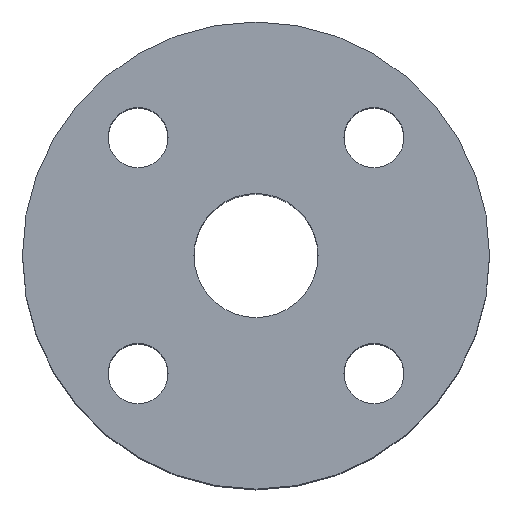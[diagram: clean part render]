
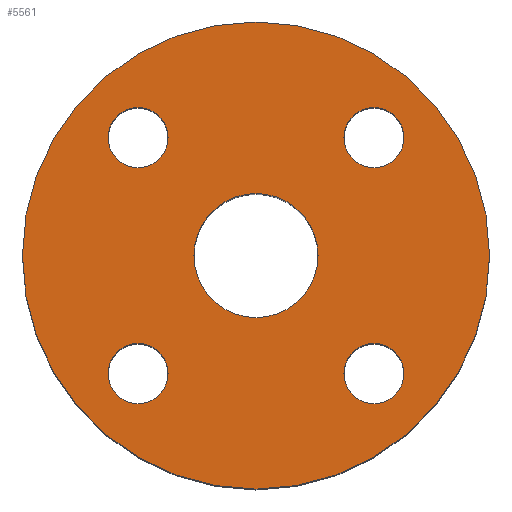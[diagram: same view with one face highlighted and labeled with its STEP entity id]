
A CAD part, top view. The second image highlights one B-rep face of the part: STEP entity #5561.
In plain terms, the highlighted planar face has unit normal (0, 0, 1).
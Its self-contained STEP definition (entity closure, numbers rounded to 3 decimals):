
#103 = DIRECTION ( 'NONE',  ( 0., 1., 0. ) ) ;
#300 = EDGE_CURVE ( 'NONE', #23642, #10040, #19915, .T. ) ;
#375 = CARTESIAN_POINT ( 'NONE',  ( -35.355, 35.355, 0. ) ) ;
#584 = DIRECTION ( 'NONE',  ( 0., 0., -1. ) ) ;
#895 = DIRECTION ( 'NONE',  ( 1., 0., 0. ) ) ;
#903 = AXIS2_PLACEMENT_3D ( 'NONE', #29530, #26970, #13248 ) ;
#1019 = EDGE_CURVE ( 'NONE', #10040, #23642, #9375, .T. ) ;
#1046 = DIRECTION ( 'NONE',  ( 1., 0., 0. ) ) ;
#1095 = ORIENTED_EDGE ( 'NONE', *, *, #8878, .F. ) ;
#1158 = CARTESIAN_POINT ( 'NONE',  ( -35.355, -35.355, 0. ) ) ;
#1265 = EDGE_CURVE ( 'NONE', #28666, #14060, #8428, .T. ) ;
#1443 = EDGE_CURVE ( 'NONE', #26906, #2641, #23372, .T. ) ;
#2181 = DIRECTION ( 'NONE',  ( 0., 0., 1. ) ) ;
#2297 = EDGE_CURVE ( 'NONE', #19015, #6960, #6536, .T. ) ;
#2490 = EDGE_LOOP ( 'NONE', ( #23160, #8174 ) ) ;
#2641 = VERTEX_POINT ( 'NONE', #12132 ) ;
#2831 = CARTESIAN_POINT ( 'NONE',  ( 0., 0., 0. ) ) ;
#3254 = ORIENTED_EDGE ( 'NONE', *, *, #18043, .F. ) ;
#3566 = CARTESIAN_POINT ( 'NONE',  ( 0., 0., 0. ) ) ;
#4087 = DIRECTION ( 'NONE',  ( 0., 0., 1. ) ) ;
#4464 = CARTESIAN_POINT ( 'NONE',  ( -44.355, 35.355, 0. ) ) ;
#4777 = ORIENTED_EDGE ( 'NONE', *, *, #23185, .F. ) ;
#4835 = ORIENTED_EDGE ( 'NONE', *, *, #300, .T. ) ;
#5209 = AXIS2_PLACEMENT_3D ( 'NONE', #18955, #18491, #103 ) ;
#5561 = ADVANCED_FACE ( 'NONE', ( #14297, #23484, #25899, #7510, #20777, #9779 ), #27874, .F. ) ;
#5707 = DIRECTION ( 'NONE',  ( 0., 0., 1. ) ) ;
#5712 = CIRCLE ( 'NONE', #13421, 9. ) ;
#6203 = ORIENTED_EDGE ( 'NONE', *, *, #27334, .F. ) ;
#6536 = CIRCLE ( 'NONE', #28236, 9. ) ;
#6957 = CIRCLE ( 'NONE', #19993, 9. ) ;
#6960 = VERTEX_POINT ( 'NONE', #11450 ) ;
#7510 = FACE_BOUND ( 'NONE', #20935, .T. ) ;
#7544 = CIRCLE ( 'NONE', #19579, 18.6 ) ;
#7614 = CARTESIAN_POINT ( 'NONE',  ( 18.6, 0., 0. ) ) ;
#7724 = DIRECTION ( 'NONE',  ( 1., 0., 0. ) ) ;
#7867 = DIRECTION ( 'NONE',  ( 0., 0., 1. ) ) ;
#8174 = ORIENTED_EDGE ( 'NONE', *, *, #27234, .F. ) ;
#8428 = CIRCLE ( 'NONE', #27196, 9. ) ;
#8878 = EDGE_CURVE ( 'NONE', #6960, #19015, #6957, .T. ) ;
#9066 = CIRCLE ( 'NONE', #5209, 9. ) ;
#9127 = CARTESIAN_POINT ( 'NONE',  ( 35.355, 35.355, 0. ) ) ;
#9178 = VERTEX_POINT ( 'NONE', #24480 ) ;
#9315 = DIRECTION ( 'NONE',  ( -1., 0., 0. ) ) ;
#9375 = CIRCLE ( 'NONE', #17580, 70. ) ;
#9575 = DIRECTION ( 'NONE',  ( 0., 1., 0. ) ) ;
#9779 = FACE_OUTER_BOUND ( 'NONE', #29538, .T. ) ;
#10040 = VERTEX_POINT ( 'NONE', #19370 ) ;
#10051 = CIRCLE ( 'NONE', #23012, 9. ) ;
#10506 = AXIS2_PLACEMENT_3D ( 'NONE', #16788, #7867, #7724 ) ;
#10557 = CARTESIAN_POINT ( 'NONE',  ( 35.355, 35.355, 0. ) ) ;
#10776 = AXIS2_PLACEMENT_3D ( 'NONE', #28346, #26205, #895 ) ;
#10785 = CARTESIAN_POINT ( 'NONE',  ( 44.355, 35.355, 0. ) ) ;
#10884 = DIRECTION ( 'NONE',  ( 0., -1., 0. ) ) ;
#11367 = AXIS2_PLACEMENT_3D ( 'NONE', #13143, #4087, #10884 ) ;
#11450 = CARTESIAN_POINT ( 'NONE',  ( -44.355, -35.355, 0. ) ) ;
#11823 = CARTESIAN_POINT ( 'NONE',  ( 26.355, 35.355, 0. ) ) ;
#12032 = DIRECTION ( 'NONE',  ( 0., 0., 1. ) ) ;
#12048 = CARTESIAN_POINT ( 'NONE',  ( 0., 18.6, 0. ) ) ;
#12132 = CARTESIAN_POINT ( 'NONE',  ( 26.355, -35.355, 0. ) ) ;
#12506 = CARTESIAN_POINT ( 'NONE',  ( -35.355, -35.355, 0. ) ) ;
#12745 = VERTEX_POINT ( 'NONE', #16105 ) ;
#12949 = ORIENTED_EDGE ( 'NONE', *, *, #21686, .F. ) ;
#13143 = CARTESIAN_POINT ( 'NONE',  ( 35.355, -35.355, 0. ) ) ;
#13248 = DIRECTION ( 'NONE',  ( 0., -1., 0. ) ) ;
#13259 = EDGE_LOOP ( 'NONE', ( #24524, #1095 ) ) ;
#13421 = AXIS2_PLACEMENT_3D ( 'NONE', #10557, #23787, #1046 ) ;
#14060 = VERTEX_POINT ( 'NONE', #11823 ) ;
#14297 = FACE_BOUND ( 'NONE', #2490, .T. ) ;
#14884 = DIRECTION ( 'NONE',  ( 1., 0., 0. ) ) ;
#15622 = CARTESIAN_POINT ( 'NONE',  ( -70., 0., 0. ) ) ;
#16050 = DIRECTION ( 'NONE',  ( 0., 0., 1. ) ) ;
#16105 = CARTESIAN_POINT ( 'NONE',  ( -18.6, 0., 0. ) ) ;
#16788 = CARTESIAN_POINT ( 'NONE',  ( 0., 0., 0. ) ) ;
#16795 = CIRCLE ( 'NONE', #903, 9. ) ;
#16979 = ORIENTED_EDGE ( 'NONE', *, *, #26686, .F. ) ;
#17085 = ORIENTED_EDGE ( 'NONE', *, *, #1265, .F. ) ;
#17152 = CARTESIAN_POINT ( 'NONE',  ( -26.355, -35.355, 0. ) ) ;
#17466 = EDGE_LOOP ( 'NONE', ( #6203, #16979 ) ) ;
#17580 = AXIS2_PLACEMENT_3D ( 'NONE', #2831, #12032, #21227 ) ;
#18002 = EDGE_LOOP ( 'NONE', ( #12949, #3254 ) ) ;
#18043 = EDGE_CURVE ( 'NONE', #12745, #27701, #7544, .T. ) ;
#18491 = DIRECTION ( 'NONE',  ( 0., 0., 1. ) ) ;
#18955 = CARTESIAN_POINT ( 'NONE',  ( -35.355, 35.355, 0. ) ) ;
#19015 = VERTEX_POINT ( 'NONE', #17152 ) ;
#19370 = CARTESIAN_POINT ( 'NONE',  ( 70., 0., 0. ) ) ;
#19579 = AXIS2_PLACEMENT_3D ( 'NONE', #3566, #28030, #14884 ) ;
#19915 = CIRCLE ( 'NONE', #10776, 70. ) ;
#19993 = AXIS2_PLACEMENT_3D ( 'NONE', #1158, #26174, #23914 ) ;
#20777 = FACE_BOUND ( 'NONE', #18002, .T. ) ;
#20935 = EDGE_LOOP ( 'NONE', ( #17085, #4777 ) ) ;
#21227 = DIRECTION ( 'NONE',  ( 1., 0., 0. ) ) ;
#21686 = EDGE_CURVE ( 'NONE', #27701, #12745, #24941, .T. ) ;
#22668 = AXIS2_PLACEMENT_3D ( 'NONE', #12048, #584, #9315 ) ;
#22746 = CARTESIAN_POINT ( 'NONE',  ( 44.355, -35.355, 0. ) ) ;
#23012 = AXIS2_PLACEMENT_3D ( 'NONE', #375, #16050, #9575 ) ;
#23116 = DIRECTION ( 'NONE',  ( 1., 0., 0. ) ) ;
#23160 = ORIENTED_EDGE ( 'NONE', *, *, #1443, .F. ) ;
#23185 = EDGE_CURVE ( 'NONE', #14060, #28666, #5712, .T. ) ;
#23372 = CIRCLE ( 'NONE', #11367, 9. ) ;
#23484 = FACE_BOUND ( 'NONE', #13259, .T. ) ;
#23642 = VERTEX_POINT ( 'NONE', #15622 ) ;
#23787 = DIRECTION ( 'NONE',  ( 0., 0., 1. ) ) ;
#23914 = DIRECTION ( 'NONE',  ( -1., 0., 0. ) ) ;
#23942 = DIRECTION ( 'NONE',  ( -1., 0., 0. ) ) ;
#24480 = CARTESIAN_POINT ( 'NONE',  ( -26.355, 35.355, 0. ) ) ;
#24524 = ORIENTED_EDGE ( 'NONE', *, *, #2297, .F. ) ;
#24941 = CIRCLE ( 'NONE', #10506, 18.6 ) ;
#25899 = FACE_BOUND ( 'NONE', #17466, .T. ) ;
#26163 = ORIENTED_EDGE ( 'NONE', *, *, #1019, .T. ) ;
#26174 = DIRECTION ( 'NONE',  ( 0., 0., 1. ) ) ;
#26205 = DIRECTION ( 'NONE',  ( 0., 0., 1. ) ) ;
#26686 = EDGE_CURVE ( 'NONE', #29444, #9178, #10051, .T. ) ;
#26906 = VERTEX_POINT ( 'NONE', #22746 ) ;
#26970 = DIRECTION ( 'NONE',  ( 0., 0., 1. ) ) ;
#27196 = AXIS2_PLACEMENT_3D ( 'NONE', #9127, #2181, #23116 ) ;
#27234 = EDGE_CURVE ( 'NONE', #2641, #26906, #16795, .T. ) ;
#27334 = EDGE_CURVE ( 'NONE', #9178, #29444, #9066, .T. ) ;
#27701 = VERTEX_POINT ( 'NONE', #7614 ) ;
#27874 = PLANE ( 'NONE',  #22668 ) ;
#28030 = DIRECTION ( 'NONE',  ( 0., 0., 1. ) ) ;
#28236 = AXIS2_PLACEMENT_3D ( 'NONE', #12506, #5707, #23942 ) ;
#28346 = CARTESIAN_POINT ( 'NONE',  ( 0., 0., 0. ) ) ;
#28666 = VERTEX_POINT ( 'NONE', #10785 ) ;
#29444 = VERTEX_POINT ( 'NONE', #4464 ) ;
#29530 = CARTESIAN_POINT ( 'NONE',  ( 35.355, -35.355, 0. ) ) ;
#29538 = EDGE_LOOP ( 'NONE', ( #26163, #4835 ) ) ;
